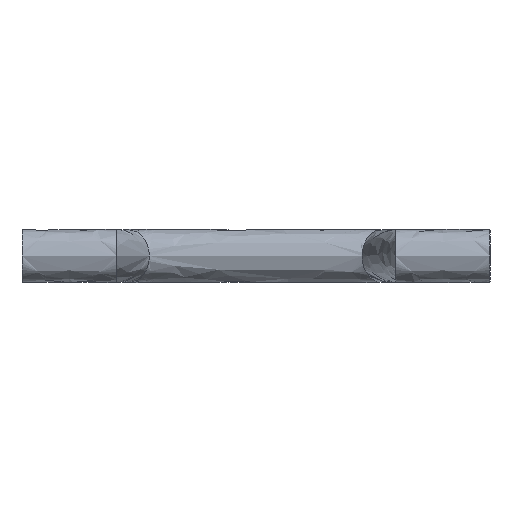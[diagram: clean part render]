
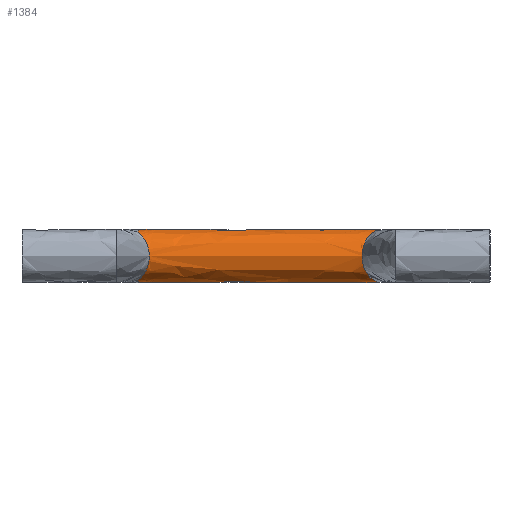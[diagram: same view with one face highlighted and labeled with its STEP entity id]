
A CAD part, left-side view. The second image highlights one B-rep face of the part: STEP entity #1384.
In plain terms, the highlighted free-form (B-spline) face has degree [2, 1] with [9, 2] control points.
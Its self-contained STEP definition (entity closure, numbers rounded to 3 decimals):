
#1317 = VERTEX_POINT('',#1318);
#1318 = CARTESIAN_POINT('',(154.959,2.787,
    -18.68));
#1319 = VERTEX_POINT('',#1320);
#1320 = CARTESIAN_POINT('',(158.482,2.787,
    -18.767));
#1326 = EDGE_CURVE('',#1317,#1319,#1327,.T.);
#1327 = ( BOUNDED_CURVE() B_SPLINE_CURVE(2,(#1328,#1329,#1330),
.UNSPECIFIED.,.F.,.F.) B_SPLINE_CURVE_WITH_KNOTS((3,3),(4.594,
4.781),.PIECEWISE_BEZIER_KNOTS.) CURVE() 
GEOMETRIC_REPRESENTATION_ITEM() RATIONAL_B_SPLINE_CURVE((1.,
0.996,1.)) REPRESENTATION_ITEM('') );
#1328 = CARTESIAN_POINT('',(154.959,2.787,
    -18.68));
#1329 = CARTESIAN_POINT('',(156.716,2.787,
    -18.889));
#1330 = CARTESIAN_POINT('',(158.482,2.787,
    -18.767));
#1341 = VERTEX_POINT('',#1342);
#1342 = CARTESIAN_POINT('',(148.815,174.186,
    16.848));
#1343 = VERTEX_POINT('',#1344);
#1344 = CARTESIAN_POINT('',(162.097,174.186,
    18.159));
#1350 = EDGE_CURVE('',#1341,#1343,#1351,.T.);
#1351 = ( BOUNDED_CURVE() B_SPLINE_CURVE(2,(#1352,#1353,#1354),
.UNSPECIFIED.,.F.,.F.) B_SPLINE_CURVE_WITH_KNOTS((3,3),(4.251,
4.977),.PIECEWISE_BEZIER_KNOTS.) CURVE() 
GEOMETRIC_REPRESENTATION_ITEM() RATIONAL_B_SPLINE_CURVE((1.,
0.935,1.)) REPRESENTATION_ITEM('') );
#1352 = CARTESIAN_POINT('',(148.815,174.186,
    16.848));
#1353 = CARTESIAN_POINT('',(155.207,174.186,
    20.023));
#1354 = CARTESIAN_POINT('',(162.097,174.186,
    18.159));
#1365 = VERTEX_POINT('',#1366);
#1366 = CARTESIAN_POINT('',(162.097,174.186,
    -18.159));
#1367 = VERTEX_POINT('',#1368);
#1368 = CARTESIAN_POINT('',(148.815,174.186,
    -16.848));
#1374 = EDGE_CURVE('',#1365,#1367,#1375,.T.);
#1375 = ( BOUNDED_CURVE() B_SPLINE_CURVE(2,(#1376,#1377,#1378),
.UNSPECIFIED.,.F.,.F.) B_SPLINE_CURVE_WITH_KNOTS((3,3),(1.307,
2.032),.PIECEWISE_BEZIER_KNOTS.) CURVE() 
GEOMETRIC_REPRESENTATION_ITEM() RATIONAL_B_SPLINE_CURVE((1.,
0.935,1.)) REPRESENTATION_ITEM('') );
#1376 = CARTESIAN_POINT('',(162.097,174.186,
    -18.159));
#1377 = CARTESIAN_POINT('',(155.207,174.186,
    -20.023));
#1378 = CARTESIAN_POINT('',(148.815,174.186,
    -16.848));
#1384 = ADVANCED_FACE('',(#1385),#1456,.T.);
#1385 = FACE_BOUND('',#1386,.T.);
#1386 = EDGE_LOOP('',(#1387,#1395,#1396,#1404,#1410,#1411,#1417,#1424,
    #1432,#1440,#1448,#1449,#1455));
#1387 = ORIENTED_EDGE('',*,*,#1388,.F.);
#1388 = EDGE_CURVE('',#1367,#1389,#1391,.T.);
#1389 = VERTEX_POINT('',#1390);
#1390 = CARTESIAN_POINT('',(138.372,166.185,
    0.));
#1391 = ( BOUNDED_CURVE() B_SPLINE_CURVE(2,(#1392,#1393,#1394),
.UNSPECIFIED.,.F.,.F.) B_SPLINE_CURVE_WITH_KNOTS((3,3),(2.032,
3.142),.PIECEWISE_BEZIER_KNOTS.) CURVE() 
GEOMETRIC_REPRESENTATION_ITEM() RATIONAL_B_SPLINE_CURVE((1.,
0.85,1.)) REPRESENTATION_ITEM('') );
#1392 = CARTESIAN_POINT('',(148.815,174.186,
    -16.848));
#1393 = CARTESIAN_POINT('',(138.372,166.185,
    -11.66));
#1394 = CARTESIAN_POINT('',(138.372,166.185,
    0.));
#1395 = ORIENTED_EDGE('',*,*,#1374,.F.);
#1396 = ORIENTED_EDGE('',*,*,#1397,.F.);
#1397 = EDGE_CURVE('',#1398,#1365,#1400,.T.);
#1398 = VERTEX_POINT('',#1399);
#1399 = CARTESIAN_POINT('',(175.996,156.046,
    0.));
#1400 = ( BOUNDED_CURVE() B_SPLINE_CURVE(2,(#1401,#1402,#1403),
.UNSPECIFIED.,.F.,.F.) B_SPLINE_CURVE_WITH_KNOTS((3,3),(0.,
1.307),.PIECEWISE_BEZIER_KNOTS.) CURVE() 
GEOMETRIC_REPRESENTATION_ITEM() RATIONAL_B_SPLINE_CURVE((1.,
0.794,1.)) REPRESENTATION_ITEM('') );
#1401 = CARTESIAN_POINT('',(175.996,156.046,0.));
#1402 = CARTESIAN_POINT('',(175.996,156.046,
    -14.399));
#1403 = CARTESIAN_POINT('',(162.097,174.186,
    -18.159));
#1404 = ORIENTED_EDGE('',*,*,#1405,.F.);
#1405 = EDGE_CURVE('',#1343,#1398,#1406,.T.);
#1406 = ( BOUNDED_CURVE() B_SPLINE_CURVE(2,(#1407,#1408,#1409),
.UNSPECIFIED.,.F.,.F.) B_SPLINE_CURVE_WITH_KNOTS((3,3),(4.977,
6.283),.PIECEWISE_BEZIER_KNOTS.) CURVE() 
GEOMETRIC_REPRESENTATION_ITEM() RATIONAL_B_SPLINE_CURVE((1.,
0.794,1.)) REPRESENTATION_ITEM('') );
#1407 = CARTESIAN_POINT('',(162.097,174.186,
    18.159));
#1408 = CARTESIAN_POINT('',(175.996,156.046,
    14.399));
#1409 = CARTESIAN_POINT('',(175.996,156.046,
    0.));
#1410 = ORIENTED_EDGE('',*,*,#1350,.F.);
#1411 = ORIENTED_EDGE('',*,*,#1412,.F.);
#1412 = EDGE_CURVE('',#1389,#1341,#1413,.T.);
#1413 = ( BOUNDED_CURVE() B_SPLINE_CURVE(2,(#1414,#1415,#1416),
.UNSPECIFIED.,.F.,.F.) B_SPLINE_CURVE_WITH_KNOTS((3,3),(3.142,
4.251),.PIECEWISE_BEZIER_KNOTS.) CURVE() 
GEOMETRIC_REPRESENTATION_ITEM() RATIONAL_B_SPLINE_CURVE((1.,
0.85,1.)) REPRESENTATION_ITEM('') );
#1414 = CARTESIAN_POINT('',(138.372,166.185,
    0.));
#1415 = CARTESIAN_POINT('',(138.372,166.185,
    11.66));
#1416 = CARTESIAN_POINT('',(148.815,174.186,
    16.848));
#1417 = ORIENTED_EDGE('',*,*,#1418,.T.);
#1418 = EDGE_CURVE('',#1389,#1419,#1421,.T.);
#1419 = VERTEX_POINT('',#1420);
#1420 = CARTESIAN_POINT('',(138.372,15.454,
    0.));
#1421 = B_SPLINE_CURVE_WITH_KNOTS('',1,(#1422,#1423),.UNSPECIFIED.,.F.,
  .F.,(2,2),(-69.258,38.91),.PIECEWISE_BEZIER_KNOTS.);
#1422 = CARTESIAN_POINT('',(138.372,166.185,
    0.));
#1423 = CARTESIAN_POINT('',(138.372,15.454,
    0.));
#1424 = ORIENTED_EDGE('',*,*,#1425,.F.);
#1425 = EDGE_CURVE('',#1426,#1419,#1428,.T.);
#1426 = VERTEX_POINT('',#1427);
#1427 = CARTESIAN_POINT('',(154.959,2.787,
    18.68));
#1428 = ( BOUNDED_CURVE() B_SPLINE_CURVE(2,(#1429,#1430,#1431),
.UNSPECIFIED.,.F.,.F.) B_SPLINE_CURVE_WITH_KNOTS((3,3),(1.689,
3.142),.PIECEWISE_BEZIER_KNOTS.) CURVE() 
GEOMETRIC_REPRESENTATION_ITEM() RATIONAL_B_SPLINE_CURVE((1.,
0.748,1.)) REPRESENTATION_ITEM('') );
#1429 = CARTESIAN_POINT('',(154.959,2.787,
    18.68));
#1430 = CARTESIAN_POINT('',(138.372,15.454,
    16.705));
#1431 = CARTESIAN_POINT('',(138.372,15.454,
    0.));
#1432 = ORIENTED_EDGE('',*,*,#1433,.F.);
#1433 = EDGE_CURVE('',#1434,#1426,#1436,.T.);
#1434 = VERTEX_POINT('',#1435);
#1435 = CARTESIAN_POINT('',(158.482,2.787,
    18.767));
#1436 = ( BOUNDED_CURVE() B_SPLINE_CURVE(2,(#1437,#1438,#1439),
.UNSPECIFIED.,.F.,.F.) B_SPLINE_CURVE_WITH_KNOTS((3,3),(1.502,
1.689),.PIECEWISE_BEZIER_KNOTS.) CURVE() 
GEOMETRIC_REPRESENTATION_ITEM() RATIONAL_B_SPLINE_CURVE((1.,
0.996,1.)) REPRESENTATION_ITEM('') );
#1437 = CARTESIAN_POINT('',(158.482,2.787,
    18.767));
#1438 = CARTESIAN_POINT('',(156.716,2.787,
    18.889));
#1439 = CARTESIAN_POINT('',(154.959,2.787,
    18.68));
#1440 = ORIENTED_EDGE('',*,*,#1441,.F.);
#1441 = EDGE_CURVE('',#1319,#1434,#1442,.T.);
#1442 = ( BOUNDED_CURVE() B_SPLINE_CURVE(2,(#1443,#1444,#1445,#1446,
#1447),.UNSPECIFIED.,.F.,.F.) B_SPLINE_CURVE_WITH_KNOTS((3,2,3),(
    4.781,6.283,7.785),
.PIECEWISE_BEZIER_KNOTS.) CURVE() GEOMETRIC_REPRESENTATION_ITEM() 
RATIONAL_B_SPLINE_CURVE((1.,0.731,1.,0.731,1.)) 
REPRESENTATION_ITEM('') );
#1443 = CARTESIAN_POINT('',(158.482,2.787,
    -18.767));
#1444 = CARTESIAN_POINT('',(175.996,25.721,
    -17.556));
#1445 = CARTESIAN_POINT('',(175.996,25.721,
    0.));
#1446 = CARTESIAN_POINT('',(175.996,25.721,
    17.556));
#1447 = CARTESIAN_POINT('',(158.482,2.787,
    18.767));
#1448 = ORIENTED_EDGE('',*,*,#1326,.F.);
#1449 = ORIENTED_EDGE('',*,*,#1450,.F.);
#1450 = EDGE_CURVE('',#1419,#1317,#1451,.T.);
#1451 = ( BOUNDED_CURVE() B_SPLINE_CURVE(2,(#1452,#1453,#1454),
.UNSPECIFIED.,.F.,.F.) B_SPLINE_CURVE_WITH_KNOTS((3,3),(3.142,
4.594),.PIECEWISE_BEZIER_KNOTS.) CURVE() 
GEOMETRIC_REPRESENTATION_ITEM() RATIONAL_B_SPLINE_CURVE((1.,
0.748,1.)) REPRESENTATION_ITEM('') );
#1452 = CARTESIAN_POINT('',(138.372,15.454,
    0.));
#1453 = CARTESIAN_POINT('',(138.372,15.454,
    -16.705));
#1454 = CARTESIAN_POINT('',(154.959,2.787,
    -18.68));
#1455 = ORIENTED_EDGE('',*,*,#1418,.F.);
#1456 = ( BOUNDED_SURFACE() B_SPLINE_SURFACE(2,1,(
    (#1457,#1458)
    ,(#1459,#1460)
    ,(#1461,#1462)
    ,(#1463,#1464)
    ,(#1465,#1466)
    ,(#1467,#1468)
    ,(#1469,#1470)
    ,(#1471,#1472)
    ,(#1473,#1474
)),.UNSPECIFIED.,.T.,.F.,.F.) B_SPLINE_SURFACE_WITH_KNOTS((3,2,2,2,3),(2
    ,2),(3.142,4.189,6.283,8.378,
    9.425),(-48.,75.),.UNSPECIFIED.) 
GEOMETRIC_REPRESENTATION_ITEM() RATIONAL_B_SPLINE_SURFACE((
    (0.75,0.75)
    ,(0.75,0.75)
    ,(1.,1.)
    ,(0.5,0.5)
    ,(1.,1.)
    ,(0.5,0.5)
    ,(1.,1.)
    ,(0.75,0.75)
,(0.75,0.75))) REPRESENTATION_ITEM('') SURFACE() );
#1457 = CARTESIAN_POINT('',(138.372,2.787,0.));
#1458 = CARTESIAN_POINT('',(138.372,174.186,0.));
#1459 = CARTESIAN_POINT('',(138.372,2.787,
    10.861));
#1460 = CARTESIAN_POINT('',(138.372,174.186,
    10.861));
#1461 = CARTESIAN_POINT('',(147.778,2.787,16.292
    ));
#1462 = CARTESIAN_POINT('',(147.778,174.186,
    16.292));
#1463 = CARTESIAN_POINT('',(175.996,2.787,
    32.584));
#1464 = CARTESIAN_POINT('',(175.996,174.186,
    32.584));
#1465 = CARTESIAN_POINT('',(175.996,2.787,0.));
#1466 = CARTESIAN_POINT('',(175.996,174.186,0.));
#1467 = CARTESIAN_POINT('',(175.996,2.787,
    -32.584));
#1468 = CARTESIAN_POINT('',(175.996,174.186,
    -32.584));
#1469 = CARTESIAN_POINT('',(147.778,2.787,-16.292
    ));
#1470 = CARTESIAN_POINT('',(147.778,174.186,
    -16.292));
#1471 = CARTESIAN_POINT('',(138.372,2.787,
    -10.861));
#1472 = CARTESIAN_POINT('',(138.372,174.186,
    -10.861));
#1473 = CARTESIAN_POINT('',(138.372,2.787,0.));
#1474 = CARTESIAN_POINT('',(138.372,174.186,0.));
